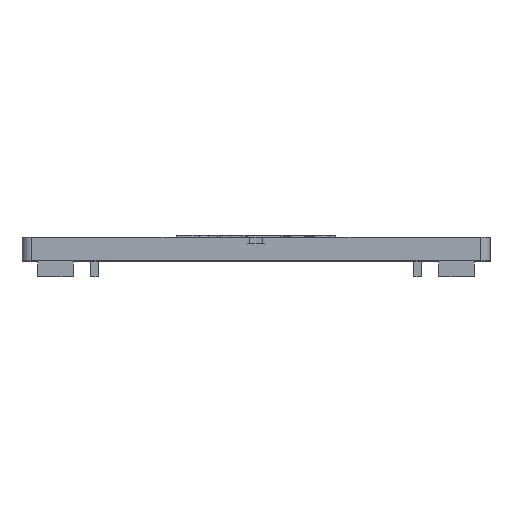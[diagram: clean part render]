
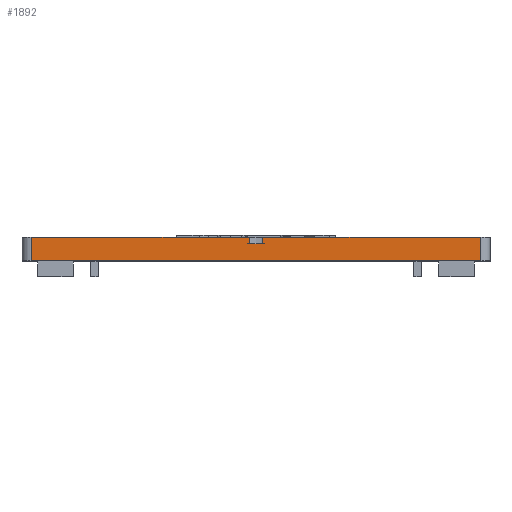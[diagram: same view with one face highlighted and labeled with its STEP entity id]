
A CAD part, top view. The second image highlights one B-rep face of the part: STEP entity #1892.
In plain terms, the highlighted planar face has unit normal (0, 0, 1).
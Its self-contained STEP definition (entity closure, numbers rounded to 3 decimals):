
#53=FACE_OUTER_BOUND('',#160,.T.);
#160=EDGE_LOOP('',(#1302,#1303,#1304,#1305,#1306,#1307,#1308,#1309,#1310));
#314=LINE('',#2711,#549);
#336=LINE('',#2772,#571);
#337=LINE('',#2775,#572);
#338=LINE('',#2778,#573);
#339=LINE('',#2780,#574);
#340=LINE('',#2781,#575);
#341=LINE('',#2783,#576);
#342=LINE('',#2785,#577);
#343=LINE('',#2786,#578);
#549=VECTOR('',#2168,57.1);
#571=VECTOR('',#2216,0.843);
#572=VECTOR('',#2219,0.843);
#573=VECTOR('',#2222,3.);
#574=VECTOR('',#2223,27.707);
#575=VECTOR('',#2224,0.8);
#576=VECTOR('',#2225,0.8);
#577=VECTOR('',#2226,27.707);
#578=VECTOR('',#2227,3.);
#792=VERTEX_POINT('',#2708);
#793=VERTEX_POINT('',#2710);
#818=VERTEX_POINT('',#2766);
#819=VERTEX_POINT('',#2771);
#820=VERTEX_POINT('',#2773);
#821=VERTEX_POINT('',#2777);
#822=VERTEX_POINT('',#2779);
#823=VERTEX_POINT('',#2782);
#824=VERTEX_POINT('',#2784);
#979=EDGE_CURVE('',#793,#792,#314,.T.);
#1010=EDGE_CURVE('',#818,#819,#336,.T.);
#1012=EDGE_CURVE('',#820,#818,#337,.T.);
#1013=EDGE_CURVE('',#821,#792,#338,.T.);
#1014=EDGE_CURVE('',#822,#821,#339,.T.);
#1015=EDGE_CURVE('',#819,#822,#340,.T.);
#1016=EDGE_CURVE('',#820,#823,#341,.T.);
#1017=EDGE_CURVE('',#824,#823,#342,.T.);
#1018=EDGE_CURVE('',#824,#793,#343,.T.);
#1302=ORIENTED_EDGE('',*,*,#979,.T.);
#1303=ORIENTED_EDGE('',*,*,#1013,.F.);
#1304=ORIENTED_EDGE('',*,*,#1014,.F.);
#1305=ORIENTED_EDGE('',*,*,#1015,.F.);
#1306=ORIENTED_EDGE('',*,*,#1010,.F.);
#1307=ORIENTED_EDGE('',*,*,#1012,.F.);
#1308=ORIENTED_EDGE('',*,*,#1016,.T.);
#1309=ORIENTED_EDGE('',*,*,#1017,.F.);
#1310=ORIENTED_EDGE('',*,*,#1018,.T.);
#1811=PLANE('',#2014);
#1892=ADVANCED_FACE('',(#53),#1811,.T.);
#2014=AXIS2_PLACEMENT_3D('',#2776,#2220,#2221);
#2168=DIRECTION('',(1.,0.,0.));
#2216=DIRECTION('',(1.,0.,0.));
#2219=DIRECTION('',(1.,0.,0.));
#2220=DIRECTION('center_axis',(0.,0.,1.));
#2221=DIRECTION('ref_axis',(1.,0.,0.));
#2222=DIRECTION('',(0.,-1.,0.));
#2223=DIRECTION('',(1.,0.,0.));
#2224=DIRECTION('',(0.,1.,0.));
#2225=DIRECTION('',(0.,1.,0.));
#2226=DIRECTION('',(1.,0.,0.));
#2227=DIRECTION('',(0.,-1.,0.));
#2708=CARTESIAN_POINT('',(28.55,-1.5,0.));
#2710=CARTESIAN_POINT('',(-28.55,-1.5,0.));
#2711=CARTESIAN_POINT('',(-28.55,-1.5,0.));
#2766=CARTESIAN_POINT('',(0.,0.7,0.));
#2771=CARTESIAN_POINT('',(0.843,0.7,0.));
#2772=CARTESIAN_POINT('',(0.,0.7,0.));
#2773=CARTESIAN_POINT('',(-0.843,0.7,0.));
#2775=CARTESIAN_POINT('',(-0.843,0.7,0.));
#2776=CARTESIAN_POINT('Origin',(-29.75,-1.5,0.));
#2777=CARTESIAN_POINT('',(28.55,1.5,0.));
#2778=CARTESIAN_POINT('',(28.55,1.5,0.));
#2779=CARTESIAN_POINT('',(0.843,1.5,0.));
#2780=CARTESIAN_POINT('',(0.843,1.5,0.));
#2781=CARTESIAN_POINT('',(0.843,0.7,0.));
#2782=CARTESIAN_POINT('',(-0.843,1.5,0.));
#2783=CARTESIAN_POINT('',(-0.843,0.7,0.));
#2784=CARTESIAN_POINT('',(-28.55,1.5,0.));
#2785=CARTESIAN_POINT('',(-28.55,1.5,0.));
#2786=CARTESIAN_POINT('',(-28.55,1.5,0.));
